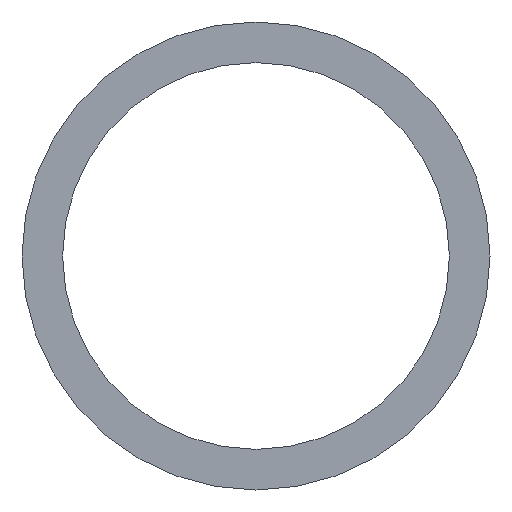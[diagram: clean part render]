
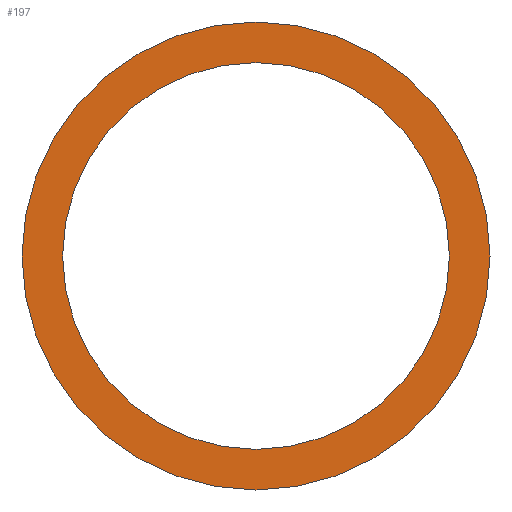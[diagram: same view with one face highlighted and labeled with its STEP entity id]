
A CAD part, left-side view. The second image highlights one B-rep face of the part: STEP entity #197.
In plain terms, the highlighted planar face has unit normal (-1, 0, 0).
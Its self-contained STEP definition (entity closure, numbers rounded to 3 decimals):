
#6 = VERTEX_POINT ( 'NONE', #175 ) ;
#8 = VERTEX_POINT ( 'NONE', #112 ) ;
#9 = VERTEX_POINT ( 'NONE', #116 ) ;
#13 = VERTEX_POINT ( 'NONE', #113 ) ;
#17 = EDGE_LOOP ( 'NONE', ( #38, #39 ) ) ;
#23 = EDGE_LOOP ( 'NONE', ( #36, #37 ) ) ;
#36 = ORIENTED_EDGE ( 'NONE', *, *, #211, .F. ) ;
#37 = ORIENTED_EDGE ( 'NONE', *, *, #204, .F. ) ;
#38 = ORIENTED_EDGE ( 'NONE', *, *, #207, .T. ) ;
#39 = ORIENTED_EDGE ( 'NONE', *, *, #210, .T. ) ;
#48 = FACE_OUTER_BOUND ( 'NONE', #17, .T. ) ;
#52 = FACE_BOUND ( 'NONE', #23, .T. ) ;
#61 = CIRCLE ( 'NONE', #220, 31.61 ) ;
#66 = CIRCLE ( 'NONE', #222, 38.25 ) ;
#71 = CIRCLE ( 'NONE', #224, 38.25 ) ;
#72 = CIRCLE ( 'NONE', #225, 31.61 ) ;
#111 = DIRECTION ( 'NONE',  ( 0., 0., -1. ) ) ;
#112 = CARTESIAN_POINT ( 'NONE',  ( -1., 0., -38.25 ) ) ;
#113 = CARTESIAN_POINT ( 'NONE',  ( -1., 0., -31.61 ) ) ;
#116 = CARTESIAN_POINT ( 'NONE',  ( -1., 0., 31.61 ) ) ;
#118 = DIRECTION ( 'NONE',  ( 1., 0., 0. ) ) ;
#119 = CARTESIAN_POINT ( 'NONE',  ( -1., 38.25, 0. ) ) ;
#130 = CARTESIAN_POINT ( 'NONE',  ( -1., 0., 0. ) ) ;
#131 = DIRECTION ( 'NONE',  ( -1., 0., 0. ) ) ;
#132 = DIRECTION ( 'NONE',  ( 0., 0., 1. ) ) ;
#143 = DIRECTION ( 'NONE',  ( -1., 0., 0. ) ) ;
#144 = DIRECTION ( 'NONE',  ( 0., 0., 1. ) ) ;
#145 = CARTESIAN_POINT ( 'NONE',  ( -1., 0., 0. ) ) ;
#146 = DIRECTION ( 'NONE',  ( -1., 0., 0. ) ) ;
#147 = DIRECTION ( 'NONE',  ( 0., 0., 1. ) ) ;
#151 = CARTESIAN_POINT ( 'NONE',  ( -1., 0., 0. ) ) ;
#152 = DIRECTION ( 'NONE',  ( -1., 0., 0. ) ) ;
#156 = DIRECTION ( 'NONE',  ( 0., 0., 1. ) ) ;
#157 = CARTESIAN_POINT ( 'NONE',  ( -1., 0., 0. ) ) ;
#160 = PLANE ( 'NONE',  #215 ) ;
#175 = CARTESIAN_POINT ( 'NONE',  ( -1., 0., 38.25 ) ) ;
#197 = ADVANCED_FACE ( 'NONE', ( #52, #48 ), #160, .F. ) ;
#204 = EDGE_CURVE ( 'NONE', #13, #9, #61, .T. ) ;
#207 = EDGE_CURVE ( 'NONE', #6, #8, #66, .T. ) ;
#210 = EDGE_CURVE ( 'NONE', #8, #6, #71, .T. ) ;
#211 = EDGE_CURVE ( 'NONE', #9, #13, #72, .T. ) ;
#215 = AXIS2_PLACEMENT_3D ( 'NONE', #119, #118, #111 ) ;
#220 = AXIS2_PLACEMENT_3D ( 'NONE', #130, #131, #132 ) ;
#222 = AXIS2_PLACEMENT_3D ( 'NONE', #151, #152, #156 ) ;
#224 = AXIS2_PLACEMENT_3D ( 'NONE', #157, #143, #144 ) ;
#225 = AXIS2_PLACEMENT_3D ( 'NONE', #145, #146, #147 ) ;
